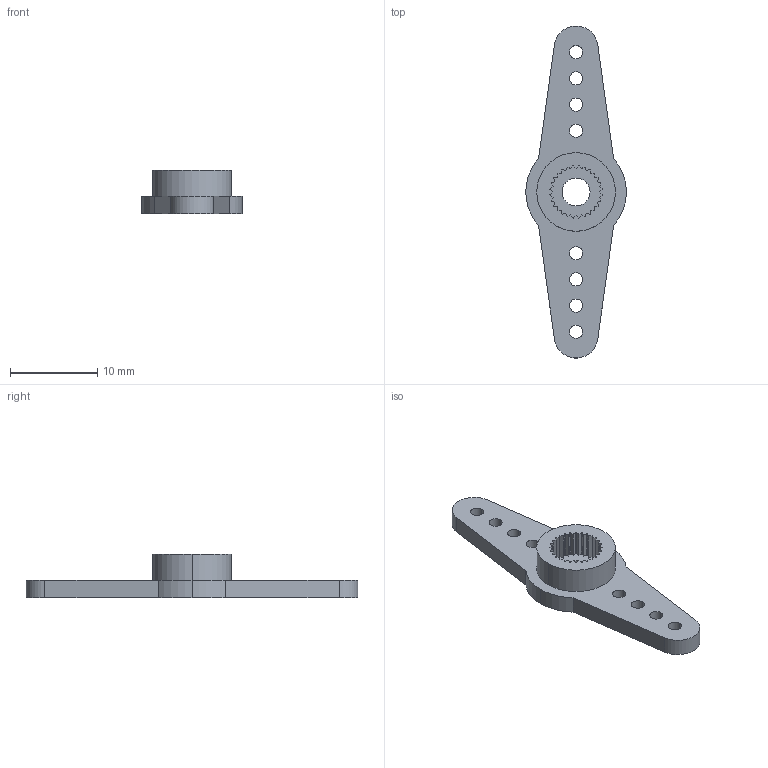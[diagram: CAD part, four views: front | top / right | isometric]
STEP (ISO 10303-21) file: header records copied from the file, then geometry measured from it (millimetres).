
FILE_DESCRIPTION (( 'STEP AP203' ), '1' );
FILE_NAME ('MG995_Gear2.STEP', '2022-04-11T16:23:39', ( '' ), ( '' ), 'SwSTEP 2.0', 'SolidWorks 2019', '' );
FILE_SCHEMA (( 'CONFIG_CONTROL_DESIGN' ));
Length unit declared in the file: millimetre
Products named in the file (1): MG995_Gear2
Bounding box: 11.48 x 37.98 x 5 mm (x, y, z)
Volume: 562.9 mm3; surface area: 986.5 mm2
Topology: 1 solids, 1 shells, 126 faces, 357 edges, 238 vertices
Faces by surface type: plane 67, cylinder 59
Entity records: 4232 total; most frequent: DIRECTION 729, CARTESIAN_POINT 722, ORIENTED_EDGE 714, EDGE_CURVE 357, AXIS2_PLACEMENT_3D 245, VECTOR 239, LINE 239, VERTEX_POINT 238
